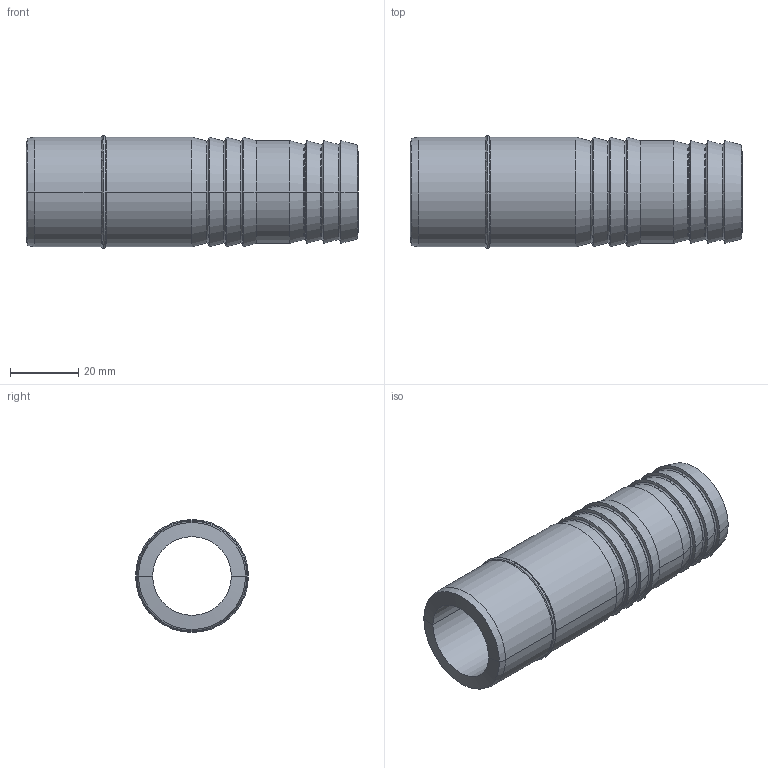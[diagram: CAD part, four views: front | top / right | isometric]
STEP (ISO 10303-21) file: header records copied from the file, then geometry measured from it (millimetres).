
FILE_DESCRIPTION(('STEP AP214'),'1');
FILE_NAME('aiv032032030.stp','2017-07-17T07:52:08',('TraceParts'),('TraceParts S.A.'),'Spatial InterOp 3D',' ',' ');
FILE_SCHEMA(('automotive_design'));
Length unit declared in the file: millimetre
Products named in the file (1): aiv032032030
Bounding box: 97 x 33 x 33 mm (x, y, z)
Volume: 32482.2 mm3; surface area: 17489.3 mm2
Topology: 1 solids, 1 shells, 75 faces, 180 edges, 106 vertices
Faces by surface type: cone 34, torus 32, cylinder 8, plane 1
Entity records: 2844 total; most frequent: DIRECTION 470, CARTESIAN_POINT 362, ORIENTED_EDGE 360, AXIS2_PLACEMENT_3D 214, EDGE_CURVE 180, CIRCLE 138, VERTEX_POINT 106, STYLED_ITEM 76
